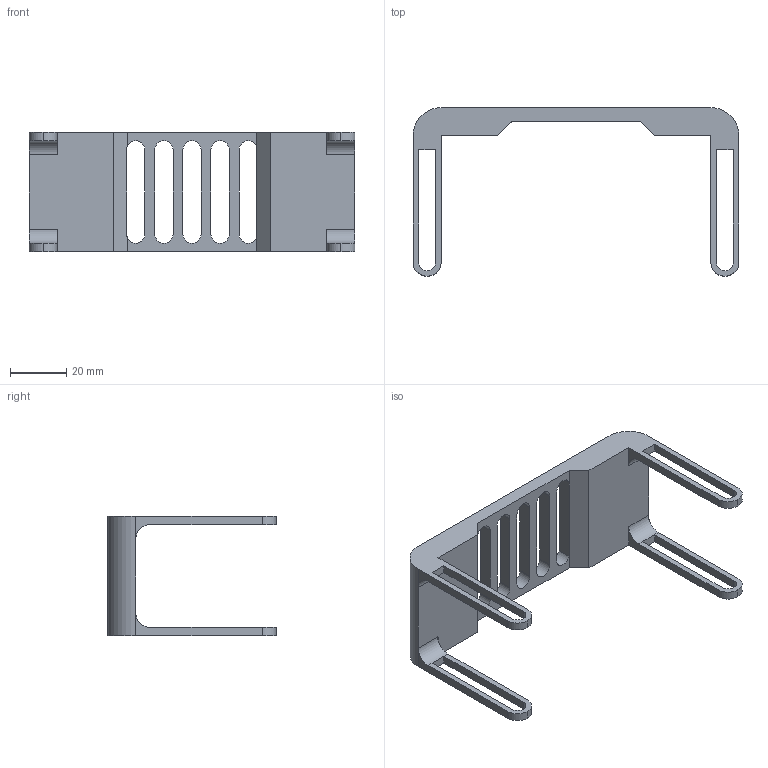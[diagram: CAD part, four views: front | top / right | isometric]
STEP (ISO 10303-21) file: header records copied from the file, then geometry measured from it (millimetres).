
FILE_DESCRIPTION (( 'STEP AP203' ), '1' );
FILE_NAME ('TOP_SUPPORT.STEP', '2026-01-20T11:21:57', ( '' ), ( '' ), 'SwSTEP 2.0', 'SolidWorks 2024', '' );
FILE_SCHEMA (( 'CONFIG_CONTROL_DESIGN' ));
Length unit declared in the file: millimetre
Products named in the file (1): TOP_SUPPORT
Bounding box: 116 x 60 x 42.5 mm (x, y, z)
Volume: 34008.6 mm3; surface area: 16125.9 mm2
Topology: 1 solids, 1 shells, 70 faces, 208 edges, 134 vertices
Faces by surface type: plane 42, cylinder 28
Entity records: 2447 total; most frequent: CARTESIAN_POINT 419, ORIENTED_EDGE 416, DIRECTION 404, EDGE_CURVE 208, LINE 150, VECTOR 150, VERTEX_POINT 134, AXIS2_PLACEMENT_3D 127
